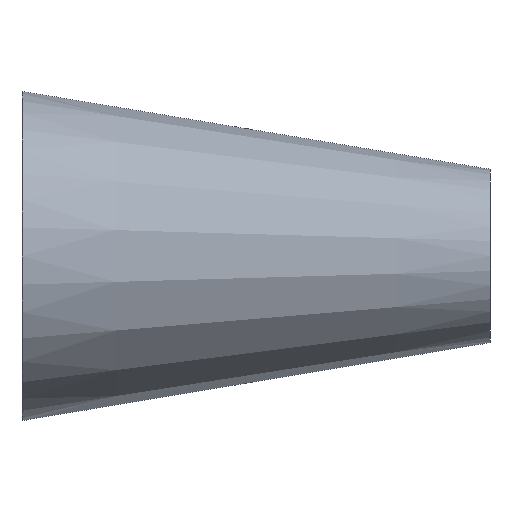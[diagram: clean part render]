
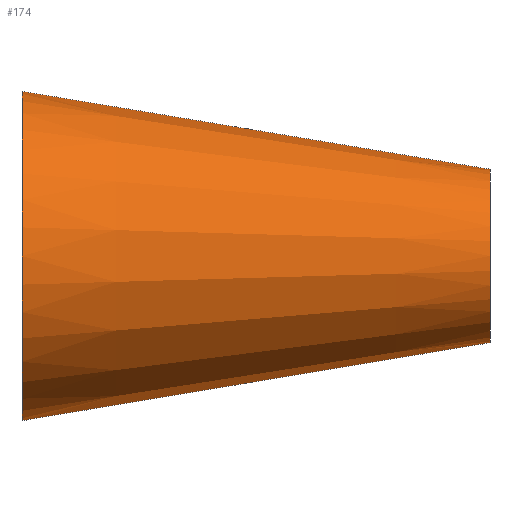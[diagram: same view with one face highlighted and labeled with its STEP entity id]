
A CAD part, front view. The second image highlights one B-rep face of the part: STEP entity #174.
In plain terms, the highlighted conical face has half-angle 9.462 degrees and reference radius 10 mm.
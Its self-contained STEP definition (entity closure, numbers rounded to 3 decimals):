
#2 = CARTESIAN_POINT ( 'NONE',  ( 0., 0., 19. ) ) ;
#19 = ORIENTED_EDGE ( 'NONE', *, *, #166, .T. ) ;
#33 = VERTEX_POINT ( 'NONE', #93 ) ;
#35 = ORIENTED_EDGE ( 'NONE', *, *, #94, .F. ) ;
#41 = CIRCLE ( 'NONE', #215, 10. ) ;
#45 = VECTOR ( 'NONE', #218, 1000. ) ;
#47 = DIRECTION ( 'NONE',  ( -1., 0., 0. ) ) ;
#52 = VERTEX_POINT ( 'NONE', #98 ) ;
#66 = CARTESIAN_POINT ( 'NONE',  ( 54., 0., -10. ) ) ;
#76 = VERTEX_POINT ( 'NONE', #113 ) ;
#79 = ORIENTED_EDGE ( 'NONE', *, *, #111, .T. ) ;
#80 = CARTESIAN_POINT ( 'NONE',  ( 54., 0., 10. ) ) ;
#81 = DIRECTION ( 'NONE',  ( 1., 0., 0. ) ) ;
#82 = LINE ( 'NONE', #66, #45 ) ;
#93 = CARTESIAN_POINT ( 'NONE',  ( 54., 0., 10. ) ) ;
#94 = EDGE_CURVE ( 'NONE', #33, #52, #41, .T. ) ;
#98 = CARTESIAN_POINT ( 'NONE',  ( 54., 0., -10. ) ) ;
#102 = DIRECTION ( 'NONE',  ( 0., 0., -1. ) ) ;
#108 = AXIS2_PLACEMENT_3D ( 'NONE', #138, #47, #158 ) ;
#111 = EDGE_CURVE ( 'NONE', #210, #76, #182, .T. ) ;
#113 = CARTESIAN_POINT ( 'NONE',  ( 0., 0., -19. ) ) ;
#114 = CARTESIAN_POINT ( 'NONE',  ( 0., 0., 0. ) ) ;
#115 = DIRECTION ( 'NONE',  ( 0., 0., -1. ) ) ;
#138 = CARTESIAN_POINT ( 'NONE',  ( 54., 0., 0. ) ) ;
#139 = LINE ( 'NONE', #80, #202 ) ;
#142 = AXIS2_PLACEMENT_3D ( 'NONE', #114, #237, #115 ) ;
#158 = DIRECTION ( 'NONE',  ( 0., 0., 1. ) ) ;
#160 = FACE_OUTER_BOUND ( 'NONE', #246, .T. ) ;
#166 = EDGE_CURVE ( 'NONE', #33, #210, #139, .T. ) ;
#173 = ORIENTED_EDGE ( 'NONE', *, *, #198, .F. ) ;
#174 = ADVANCED_FACE ( 'NONE', ( #160 ), #236, .T. ) ;
#182 = CIRCLE ( 'NONE', #142, 19. ) ;
#198 = EDGE_CURVE ( 'NONE', #52, #76, #82, .T. ) ;
#202 = VECTOR ( 'NONE', #220, 1000. ) ;
#210 = VERTEX_POINT ( 'NONE', #2 ) ;
#215 = AXIS2_PLACEMENT_3D ( 'NONE', #216, #81, #102 ) ;
#216 = CARTESIAN_POINT ( 'NONE',  ( 54., 0., 0. ) ) ;
#218 = DIRECTION ( 'NONE',  ( -0.986, 0., -0.164 ) ) ;
#220 = DIRECTION ( 'NONE',  ( -0.986, 0., 0.164 ) ) ;
#236 = CONICAL_SURFACE ( 'NONE', #108, 10., 0.165 ) ;
#237 = DIRECTION ( 'NONE',  ( 1., 0., 0. ) ) ;
#246 = EDGE_LOOP ( 'NONE', ( #173, #35, #19, #79 ) ) ;
